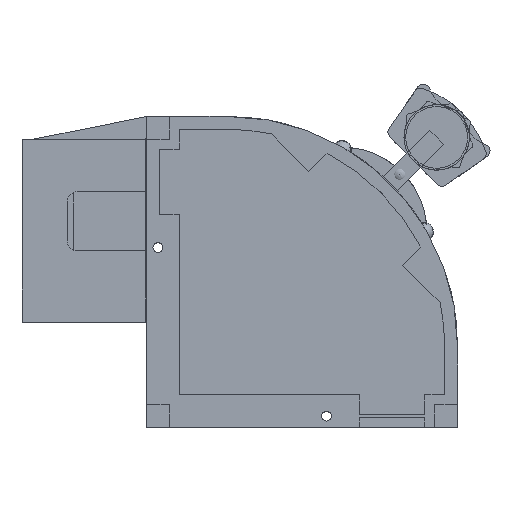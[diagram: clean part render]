
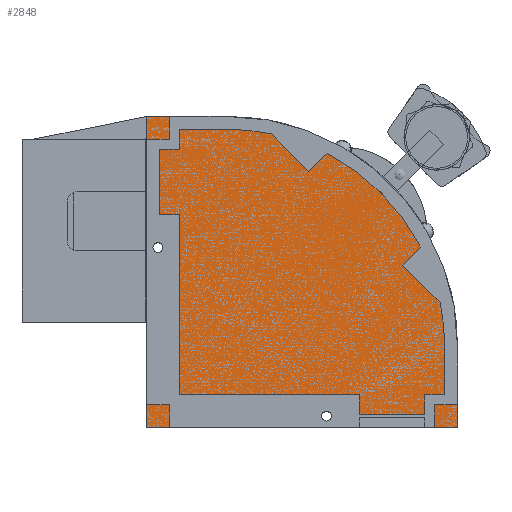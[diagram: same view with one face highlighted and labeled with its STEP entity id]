
A CAD part, top view. The second image highlights one B-rep face of the part: STEP entity #2848.
In plain terms, the highlighted planar face has unit normal (0, 0, 1).
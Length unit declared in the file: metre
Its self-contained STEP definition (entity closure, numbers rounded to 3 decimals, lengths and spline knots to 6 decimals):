
#2848=ADVANCED_FACE('',(#7453,#7454,#7455),#7456,.F.);
#7453=FACE_OUTER_BOUND('',#14309,.T.);
#7454=FACE_BOUND('',#14310,.T.);
#7455=FACE_BOUND('',#14311,.T.);
#7456=PLANE('',#14312);
#14309=EDGE_LOOP('',(#21906,#21907,#21908,#21909,#21910));
#14310=EDGE_LOOP('',(#21911,#21912,#21913,#21914));
#14311=EDGE_LOOP('',(#21915,#21916,#21917,#21918));
#14312=AXIS2_PLACEMENT_3D('',#21919,#21920,#21921);
#21906=ORIENTED_EDGE('',*,*,#42325,.T.);
#21907=ORIENTED_EDGE('',*,*,#42329,.T.);
#21908=ORIENTED_EDGE('',*,*,#42347,.T.);
#21909=ORIENTED_EDGE('',*,*,#42309,.T.);
#21910=ORIENTED_EDGE('',*,*,#42321,.T.);
#21911=ORIENTED_EDGE('',*,*,#42342,.F.);
#21912=ORIENTED_EDGE('',*,*,#42344,.T.);
#21913=ORIENTED_EDGE('',*,*,#42334,.T.);
#21914=ORIENTED_EDGE('',*,*,#42338,.F.);
#21915=ORIENTED_EDGE('',*,*,#42304,.F.);
#21916=ORIENTED_EDGE('',*,*,#42350,.T.);
#21917=ORIENTED_EDGE('',*,*,#42317,.T.);
#21918=ORIENTED_EDGE('',*,*,#42313,.F.);
#21919=CARTESIAN_POINT('',(0.0,0.0,0.018));
#21920=DIRECTION('',(0.0,0.0,-1.0));
#21921=DIRECTION('',(1.0,0.0,0.0));
#42304=EDGE_CURVE('',#50639,#50634,#50641,.T.);
#42309=EDGE_CURVE('',#50643,#50648,#50650,.T.);
#42313=EDGE_CURVE('',#50634,#50652,#50656,.T.);
#42317=EDGE_CURVE('',#50658,#50652,#50662,.T.);
#42321=EDGE_CURVE('',#50648,#50666,#50668,.T.);
#42325=EDGE_CURVE('',#50666,#50672,#50674,.T.);
#42329=EDGE_CURVE('',#50672,#50678,#50680,.T.);
#42334=EDGE_CURVE('',#50682,#50687,#50689,.T.);
#42338=EDGE_CURVE('',#50693,#50687,#50695,.T.);
#42342=EDGE_CURVE('',#50699,#50693,#50701,.T.);
#42344=EDGE_CURVE('',#50699,#50682,#50703,.T.);
#42347=EDGE_CURVE('',#50678,#50643,#50706,.T.);
#42350=EDGE_CURVE('',#50639,#50658,#50709,.T.);
#50634=VERTEX_POINT('',#63219);
#50639=VERTEX_POINT('',#63226);
#50641=LINE('',#63229,#63230);
#50643=VERTEX_POINT('',#63232);
#50648=VERTEX_POINT('',#63239);
#50650=LINE('',#63242,#63243);
#50652=VERTEX_POINT('',#63245);
#50656=LINE('',#63251,#63252);
#50658=VERTEX_POINT('',#63254);
#50662=LINE('',#63260,#63261);
#50666=VERTEX_POINT('',#63266);
#50668=LINE('',#63269,#63270);
#50672=VERTEX_POINT('',#63275);
#50674=LINE('',#63278,#63279);
#50678=VERTEX_POINT('',#63284);
#50680=LINE('',#63287,#63288);
#50682=VERTEX_POINT('',#63290);
#50687=VERTEX_POINT('',#63297);
#50689=LINE('',#63300,#63301);
#50693=VERTEX_POINT('',#63306);
#50695=LINE('',#63309,#63310);
#50699=VERTEX_POINT('',#63315);
#50701=LINE('',#63318,#63319);
#50703=LINE('',#63321,#63322);
#50706=CIRCLE('',#63326,0.07);
#50709=LINE('',#63329,#63330);
#63219=CARTESIAN_POINT('',(0.032121,-0.0215,0.018));
#63226=CARTESIAN_POINT('',(0.03,-0.023621,0.018));
#63229=CARTESIAN_POINT('',(0.032121,-0.0215,0.018));
#63230=VECTOR('',#80745,1.0);
#63232=CARTESIAN_POINT('',(0.,0.07,0.018));
#63239=CARTESIAN_POINT('',(-0.025,0.07,0.018));
#63242=CARTESIAN_POINT('',(0.,0.07,0.018));
#63243=VECTOR('',#80749,1.0);
#63245=CARTESIAN_POINT('',(0.03,-0.019379,0.018));
#63251=CARTESIAN_POINT('',(0.03,-0.019379,0.018));
#63252=VECTOR('',#80752,1.0);
#63254=CARTESIAN_POINT('',(0.027879,-0.0215,0.018));
#63260=CARTESIAN_POINT('',(0.03,-0.019379,0.018));
#63261=VECTOR('',#80755,1.0);
#63266=CARTESIAN_POINT('',(-0.025,-0.025,0.018));
#63269=CARTESIAN_POINT('',(-0.025,0.07,0.018));
#63270=VECTOR('',#80758,1.0);
#63275=CARTESIAN_POINT('',(0.07,-0.025,0.018));
#63278=CARTESIAN_POINT('',(0.06,-0.025,0.018));
#63279=VECTOR('',#80761,1.0);
#63284=CARTESIAN_POINT('',(0.07,0.0,0.018));
#63287=CARTESIAN_POINT('',(0.07,-0.025,0.018));
#63288=VECTOR('',#80764,1.0);
#63290=CARTESIAN_POINT('',(-0.023621,0.03,0.018));
#63297=CARTESIAN_POINT('',(-0.0215,0.032121,0.018));
#63300=CARTESIAN_POINT('',(-0.0215,0.032121,0.018));
#63301=VECTOR('',#80768,1.0);
#63306=CARTESIAN_POINT('',(-0.019379,0.03,0.018));
#63309=CARTESIAN_POINT('',(-0.0215,0.032121,0.018));
#63310=VECTOR('',#80771,1.0);
#63315=CARTESIAN_POINT('',(-0.0215,0.027879,0.018));
#63318=CARTESIAN_POINT('',(-0.019379,0.03,0.018));
#63319=VECTOR('',#80774,1.0);
#63321=CARTESIAN_POINT('',(-0.023621,0.03,0.018));
#63322=VECTOR('',#80775,1.0);
#63326=AXIS2_PLACEMENT_3D('',#80777,#80778,#80779);
#63329=CARTESIAN_POINT('',(0.027879,-0.0215,0.018));
#63330=VECTOR('',#80783,1.0);
#80745=DIRECTION('',(0.707,0.707,0.0));
#80749=DIRECTION('',(-1.0,0.0,0.0));
#80752=DIRECTION('',(-0.707,0.707,0.0));
#80755=DIRECTION('',(0.707,0.707,0.0));
#80758=DIRECTION('',(0.0,-1.0,0.0));
#80761=DIRECTION('',(1.0,0.0,0.0));
#80764=DIRECTION('',(0.0,1.0,0.0));
#80768=DIRECTION('',(0.707,0.707,0.0));
#80771=DIRECTION('',(-0.707,0.707,0.0));
#80774=DIRECTION('',(0.707,0.707,0.0));
#80775=DIRECTION('',(-0.707,0.707,0.0));
#80777=CARTESIAN_POINT('',(0.0,0.0,0.018));
#80778=DIRECTION('',(0.0,-0.0,1.0));
#80779=DIRECTION('',(1.0,0.0,0.0));
#80783=DIRECTION('',(-0.707,0.707,0.0));
